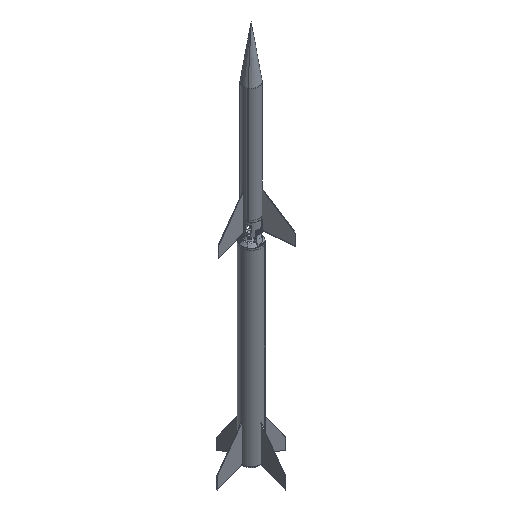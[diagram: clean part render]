
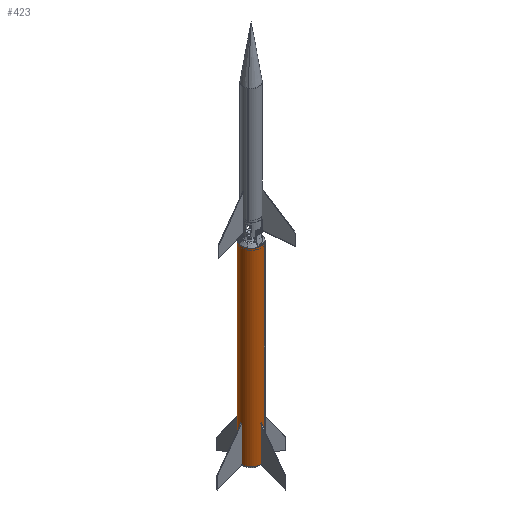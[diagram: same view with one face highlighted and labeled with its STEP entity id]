
A CAD part, isometric view. The second image highlights one B-rep face of the part: STEP entity #423.
In plain terms, the highlighted cylindrical face has radius 52 mm (diameter 104 mm), a partial arc.
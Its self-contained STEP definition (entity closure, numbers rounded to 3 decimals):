
#384=CARTESIAN_POINT('Axis2P3D Location',(0.,0.,500.)) ;
#389=CARTESIAN_POINT('Line Origine',(24.93,-45.634,500.)) ;
#393=CARTESIAN_POINT('Vertex',(24.93,-45.634,0.)) ;
#395=CARTESIAN_POINT('Vertex',(24.93,-45.634,1000.)) ;
#398=CARTESIAN_POINT('Axis2P3D Location',(0.,0.,1000.)) ;
#402=CARTESIAN_POINT('Vertex',(-24.93,45.634,1000.)) ;
#405=CARTESIAN_POINT('Line Origine',(-24.93,45.634,500.)) ;
#409=CARTESIAN_POINT('Vertex',(-24.93,45.634,0.)) ;
#412=CARTESIAN_POINT('Axis2P3D Location',(0.,0.,0.)) ;
#385=DIRECTION('Axis2P3D Direction',(0.,0.,1.)) ;
#386=DIRECTION('Axis2P3D XDirection',(-0.479,0.878,0.)) ;
#390=DIRECTION('Vector Direction',(0.,0.,1.)) ;
#399=DIRECTION('Axis2P3D Direction',(0.,0.,1.)) ;
#406=DIRECTION('Vector Direction',(0.,0.,1.)) ;
#413=DIRECTION('Axis2P3D Direction',(0.,0.,1.)) ;
#387=AXIS2_PLACEMENT_3D('Cylinder Axis2P3D',#384,#385,#386) ;
#400=AXIS2_PLACEMENT_3D('Circle Axis2P3D',#398,#399,$) ;
#414=AXIS2_PLACEMENT_3D('Circle Axis2P3D',#412,#413,$) ;
#418=ORIENTED_EDGE('',*,*,#397,.T.) ;
#419=ORIENTED_EDGE('',*,*,#404,.F.) ;
#420=ORIENTED_EDGE('',*,*,#411,.F.) ;
#421=ORIENTED_EDGE('',*,*,#416,.T.) ;
#391=VECTOR('Line Direction',#390,1.) ;
#407=VECTOR('Line Direction',#406,1.) ;
#423=ADVANCED_FACE('Corps principal',(#422),#388,.T.) ;
#401=CIRCLE('generated circle',#400,52.) ;
#415=CIRCLE('generated circle',#414,52.) ;
#388=CYLINDRICAL_SURFACE('generated cylinder',#387,52.) ;
#397=EDGE_CURVE('',#394,#396,#392,.T.) ;
#404=EDGE_CURVE('',#403,#396,#401,.T.) ;
#411=EDGE_CURVE('',#410,#403,#408,.T.) ;
#416=EDGE_CURVE('',#410,#394,#415,.T.) ;
#417=EDGE_LOOP('',(#418,#419,#420,#421)) ;
#422=FACE_OUTER_BOUND('',#417,.T.) ;
#392=LINE('Line',#389,#391) ;
#408=LINE('Line',#405,#407) ;
#394=VERTEX_POINT('',#393) ;
#396=VERTEX_POINT('',#395) ;
#403=VERTEX_POINT('',#402) ;
#410=VERTEX_POINT('',#409) ;
